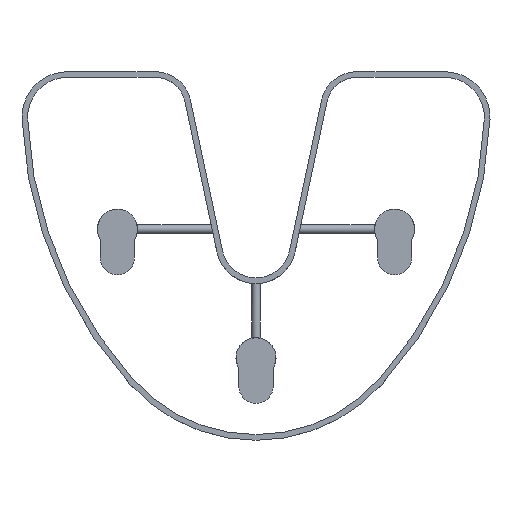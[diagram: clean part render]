
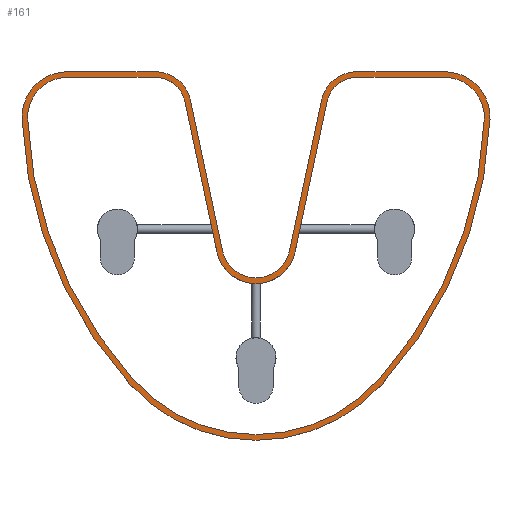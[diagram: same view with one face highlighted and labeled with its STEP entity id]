
A CAD part, top view. The second image highlights one B-rep face of the part: STEP entity #161.
In plain terms, the highlighted planar face has unit normal (0, 0, 1).
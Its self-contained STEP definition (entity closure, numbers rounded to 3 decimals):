
#161=ADVANCED_FACE('',(#266,#267),#229,.F.);
#229=PLANE('',#1365);
#266=FACE_BOUND('',#270,.T.);
#267=FACE_BOUND('',#271,.T.);
#270=EDGE_LOOP('',(#568,#569,#570,#571,#572,#573,#574,#575,#576,#577,#578,
#579));
#271=EDGE_LOOP('',(#580,#581,#582,#583,#584,#585,#586,#587,#588,#589,#590,
#591));
#340=LINE('',#1865,#454);
#341=LINE('',#1869,#455);
#342=LINE('',#1873,#456);
#343=LINE('',#1877,#457);
#344=LINE('',#1880,#458);
#345=LINE('',#1885,#459);
#346=LINE('',#1889,#460);
#347=LINE('',#1901,#461);
#454=VECTOR('',#1489,1.);
#455=VECTOR('',#1492,1.);
#456=VECTOR('',#1495,1.);
#457=VECTOR('',#1498,1.);
#458=VECTOR('',#1501,1.);
#459=VECTOR('',#1504,1.);
#460=VECTOR('',#1507,1.);
#461=VECTOR('',#1518,1.);
#568=ORIENTED_EDGE('',*,*,#1096,.F.);
#569=ORIENTED_EDGE('',*,*,#1097,.F.);
#570=ORIENTED_EDGE('',*,*,#1098,.F.);
#571=ORIENTED_EDGE('',*,*,#1099,.F.);
#572=ORIENTED_EDGE('',*,*,#1100,.F.);
#573=ORIENTED_EDGE('',*,*,#1101,.F.);
#574=ORIENTED_EDGE('',*,*,#1102,.F.);
#575=ORIENTED_EDGE('',*,*,#1103,.F.);
#576=ORIENTED_EDGE('',*,*,#1104,.F.);
#577=ORIENTED_EDGE('',*,*,#1105,.F.);
#578=ORIENTED_EDGE('',*,*,#1106,.F.);
#579=ORIENTED_EDGE('',*,*,#1107,.F.);
#580=ORIENTED_EDGE('',*,*,#1108,.T.);
#581=ORIENTED_EDGE('',*,*,#1109,.T.);
#582=ORIENTED_EDGE('',*,*,#1110,.T.);
#583=ORIENTED_EDGE('',*,*,#1111,.T.);
#584=ORIENTED_EDGE('',*,*,#1112,.T.);
#585=ORIENTED_EDGE('',*,*,#1113,.T.);
#586=ORIENTED_EDGE('',*,*,#1114,.T.);
#587=ORIENTED_EDGE('',*,*,#1115,.T.);
#588=ORIENTED_EDGE('',*,*,#1116,.T.);
#589=ORIENTED_EDGE('',*,*,#1117,.T.);
#590=ORIENTED_EDGE('',*,*,#1118,.T.);
#591=ORIENTED_EDGE('',*,*,#1119,.T.);
#964=VERTEX_POINT('',#1857);
#965=VERTEX_POINT('',#1858);
#966=VERTEX_POINT('',#1860);
#967=VERTEX_POINT('',#1862);
#968=VERTEX_POINT('',#1864);
#969=VERTEX_POINT('',#1866);
#970=VERTEX_POINT('',#1868);
#971=VERTEX_POINT('',#1870);
#972=VERTEX_POINT('',#1872);
#973=VERTEX_POINT('',#1874);
#974=VERTEX_POINT('',#1876);
#975=VERTEX_POINT('',#1878);
#976=VERTEX_POINT('',#1881);
#977=VERTEX_POINT('',#1882);
#978=VERTEX_POINT('',#1884);
#979=VERTEX_POINT('',#1886);
#980=VERTEX_POINT('',#1888);
#981=VERTEX_POINT('',#1890);
#982=VERTEX_POINT('',#1892);
#983=VERTEX_POINT('',#1894);
#984=VERTEX_POINT('',#1896);
#985=VERTEX_POINT('',#1898);
#986=VERTEX_POINT('',#1900);
#987=VERTEX_POINT('',#1902);
#1096=EDGE_CURVE('',#964,#965,#1294,.T.);
#1097=EDGE_CURVE('',#966,#964,#1295,.T.);
#1098=EDGE_CURVE('',#967,#966,#1296,.T.);
#1099=EDGE_CURVE('',#968,#967,#1297,.T.);
#1100=EDGE_CURVE('',#969,#968,#340,.T.);
#1101=EDGE_CURVE('',#970,#969,#1298,.T.);
#1102=EDGE_CURVE('',#971,#970,#341,.T.);
#1103=EDGE_CURVE('',#972,#971,#1299,.T.);
#1104=EDGE_CURVE('',#973,#972,#342,.T.);
#1105=EDGE_CURVE('',#974,#973,#1300,.T.);
#1106=EDGE_CURVE('',#975,#974,#343,.T.);
#1107=EDGE_CURVE('',#965,#975,#1301,.T.);
#1108=EDGE_CURVE('',#976,#977,#344,.T.);
#1109=EDGE_CURVE('',#977,#978,#1302,.T.);
#1110=EDGE_CURVE('',#978,#979,#345,.T.);
#1111=EDGE_CURVE('',#979,#980,#1303,.T.);
#1112=EDGE_CURVE('',#980,#981,#346,.T.);
#1113=EDGE_CURVE('',#981,#982,#1304,.T.);
#1114=EDGE_CURVE('',#982,#983,#1305,.T.);
#1115=EDGE_CURVE('',#983,#984,#1306,.T.);
#1116=EDGE_CURVE('',#984,#985,#1307,.T.);
#1117=EDGE_CURVE('',#985,#986,#1308,.T.);
#1118=EDGE_CURVE('',#986,#987,#347,.T.);
#1119=EDGE_CURVE('',#987,#976,#1309,.T.);
#1294=CIRCLE('',#1349,72.721);
#1295=CIRCLE('',#1350,28.713);
#1296=CIRCLE('',#1351,72.721);
#1297=CIRCLE('',#1352,7.);
#1298=CIRCLE('',#1353,5.333);
#1299=CIRCLE('',#1354,7.);
#1300=CIRCLE('',#1355,5.333);
#1301=CIRCLE('',#1356,7.);
#1302=CIRCLE('',#1357,6.);
#1303=CIRCLE('',#1358,6.333);
#1304=CIRCLE('',#1359,8.);
#1305=CIRCLE('',#1360,73.721);
#1306=CIRCLE('',#1361,29.713);
#1307=CIRCLE('',#1362,73.721);
#1308=CIRCLE('',#1363,8.);
#1309=CIRCLE('',#1364,6.333);
#1349=AXIS2_PLACEMENT_3D('',#1856,#1481,#1482);
#1350=AXIS2_PLACEMENT_3D('',#1859,#1483,#1484);
#1351=AXIS2_PLACEMENT_3D('',#1861,#1485,#1486);
#1352=AXIS2_PLACEMENT_3D('',#1863,#1487,#1488);
#1353=AXIS2_PLACEMENT_3D('',#1867,#1490,#1491);
#1354=AXIS2_PLACEMENT_3D('',#1871,#1493,#1494);
#1355=AXIS2_PLACEMENT_3D('',#1875,#1496,#1497);
#1356=AXIS2_PLACEMENT_3D('',#1879,#1499,#1500);
#1357=AXIS2_PLACEMENT_3D('',#1883,#1502,#1503);
#1358=AXIS2_PLACEMENT_3D('',#1887,#1505,#1506);
#1359=AXIS2_PLACEMENT_3D('',#1891,#1508,#1509);
#1360=AXIS2_PLACEMENT_3D('',#1893,#1510,#1511);
#1361=AXIS2_PLACEMENT_3D('',#1895,#1512,#1513);
#1362=AXIS2_PLACEMENT_3D('',#1897,#1514,#1515);
#1363=AXIS2_PLACEMENT_3D('',#1899,#1516,#1517);
#1364=AXIS2_PLACEMENT_3D('',#1903,#1519,#1520);
#1365=AXIS2_PLACEMENT_3D('',#1904,#1521,#1522);
#1481=DIRECTION('',(0.,0.,1.));
#1482=DIRECTION('',(-1.,0.,0.));
#1483=DIRECTION('',(0.,0.,1.));
#1484=DIRECTION('',(-1.,0.,0.));
#1485=DIRECTION('',(0.,0.,1.));
#1486=DIRECTION('',(-1.,0.,0.));
#1487=DIRECTION('',(0.,0.,1.));
#1488=DIRECTION('',(-1.,0.,0.));
#1489=DIRECTION('',(-1.,0.,0.));
#1490=DIRECTION('',(0.,0.,1.));
#1491=DIRECTION('',(-1.,0.,0.));
#1492=DIRECTION('',(-0.208,0.978,0.));
#1493=DIRECTION('',(0.,0.,-1.));
#1494=DIRECTION('',(-1.,0.,0.));
#1495=DIRECTION('',(-0.208,-0.978,0.));
#1496=DIRECTION('',(0.,0.,1.));
#1497=DIRECTION('',(-1.,0.,0.));
#1498=DIRECTION('',(-1.,0.,0.));
#1499=DIRECTION('',(0.,0.,1.));
#1500=DIRECTION('',(-1.,0.,0.));
#1501=DIRECTION('',(-0.208,-0.978,0.));
#1502=DIRECTION('',(0.,0.,-1.));
#1503=DIRECTION('',(-1.,0.,0.));
#1504=DIRECTION('',(-0.208,0.978,0.));
#1505=DIRECTION('',(0.,0.,1.));
#1506=DIRECTION('',(-1.,0.,0.));
#1507=DIRECTION('',(-1.,0.,0.));
#1508=DIRECTION('',(0.,0.,1.));
#1509=DIRECTION('',(-1.,0.,0.));
#1510=DIRECTION('',(0.,0.,1.));
#1511=DIRECTION('',(-1.,0.,0.));
#1512=DIRECTION('',(0.,0.,1.));
#1513=DIRECTION('',(-1.,0.,0.));
#1514=DIRECTION('',(0.,0.,1.));
#1515=DIRECTION('',(-1.,0.,0.));
#1516=DIRECTION('',(0.,0.,1.));
#1517=DIRECTION('',(-1.,0.,0.));
#1518=DIRECTION('',(-1.,0.,0.));
#1519=DIRECTION('',(0.,0.,1.));
#1520=DIRECTION('',(-1.,0.,0.));
#1521=DIRECTION('',(0.,0.,-1.));
#1522=DIRECTION('',(-1.,0.,0.));
#1856=CARTESIAN_POINT('',(-56.964,27.208,8.6));
#1857=CARTESIAN_POINT('',(-2.906,-21.433,8.6));
#1858=CARTESIAN_POINT('',(15.698,24.277,8.6));
#1859=CARTESIAN_POINT('',(-24.25,-2.228,8.6));
#1860=CARTESIAN_POINT('',(-45.594,-21.433,8.6));
#1861=CARTESIAN_POINT('',(8.464,27.208,8.6));
#1862=CARTESIAN_POINT('',(-64.198,24.277,8.6));
#1863=CARTESIAN_POINT('',(-57.203,24.559,8.6));
#1864=CARTESIAN_POINT('',(-57.203,31.559,8.6));
#1865=CARTESIAN_POINT('',(-41.906,31.559,8.6));
#1866=CARTESIAN_POINT('',(-41.906,31.559,8.6));
#1867=CARTESIAN_POINT('',(-41.906,26.227,8.6));
#1868=CARTESIAN_POINT('',(-36.69,27.335,8.6));
#1869=CARTESIAN_POINT('',(-31.097,1.021,8.6));
#1870=CARTESIAN_POINT('',(-31.097,1.021,8.6));
#1871=CARTESIAN_POINT('',(-24.25,2.476,8.6));
#1872=CARTESIAN_POINT('',(-17.403,1.021,8.6));
#1873=CARTESIAN_POINT('',(-11.81,27.335,8.6));
#1874=CARTESIAN_POINT('',(-11.81,27.335,8.6));
#1875=CARTESIAN_POINT('',(-6.594,26.227,8.6));
#1876=CARTESIAN_POINT('',(-6.594,31.559,8.6));
#1877=CARTESIAN_POINT('',(8.75,31.559,8.6));
#1878=CARTESIAN_POINT('',(8.703,31.559,8.6));
#1879=CARTESIAN_POINT('',(8.703,24.559,8.6));
#1880=CARTESIAN_POINT('',(-12.788,27.543,8.6));
#1881=CARTESIAN_POINT('',(-12.788,27.543,8.6));
#1882=CARTESIAN_POINT('',(-18.381,1.229,8.6));
#1883=CARTESIAN_POINT('',(-24.25,2.476,8.6));
#1884=CARTESIAN_POINT('',(-30.119,1.229,8.6));
#1885=CARTESIAN_POINT('',(-30.119,1.229,8.6));
#1886=CARTESIAN_POINT('',(-35.712,27.543,8.6));
#1887=CARTESIAN_POINT('',(-41.906,26.227,8.6));
#1888=CARTESIAN_POINT('',(-41.906,32.559,8.6));
#1889=CARTESIAN_POINT('',(-41.906,32.559,8.6));
#1890=CARTESIAN_POINT('',(-57.198,32.559,8.6));
#1891=CARTESIAN_POINT('',(-57.198,24.559,8.6));
#1892=CARTESIAN_POINT('',(-65.192,24.238,8.6));
#1893=CARTESIAN_POINT('',(8.469,27.202,8.6));
#1894=CARTESIAN_POINT('',(-46.341,-22.098,8.6));
#1895=CARTESIAN_POINT('',(-24.25,-2.228,8.6));
#1896=CARTESIAN_POINT('',(-2.159,-22.098,8.6));
#1897=CARTESIAN_POINT('',(-56.969,27.202,8.6));
#1898=CARTESIAN_POINT('',(16.692,24.238,8.6));
#1899=CARTESIAN_POINT('',(8.698,24.559,8.6));
#1900=CARTESIAN_POINT('',(8.698,32.559,8.6));
#1901=CARTESIAN_POINT('',(8.75,32.559,8.6));
#1902=CARTESIAN_POINT('',(-6.594,32.559,8.6));
#1903=CARTESIAN_POINT('',(-6.594,26.227,8.6));
#1904=CARTESIAN_POINT('',(-24.25,-2.728,8.6));
